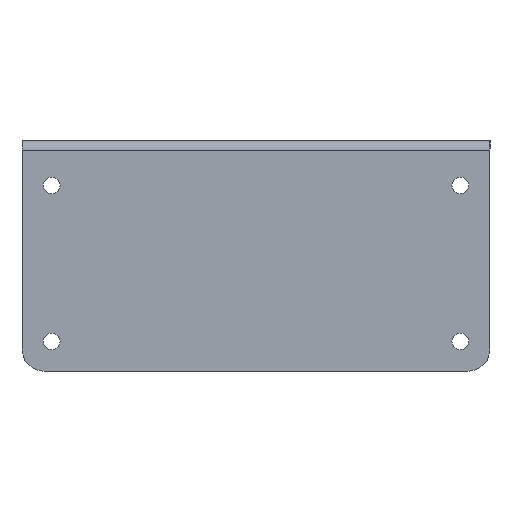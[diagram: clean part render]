
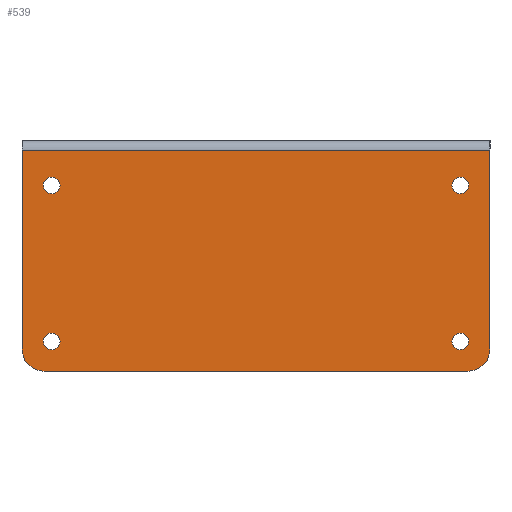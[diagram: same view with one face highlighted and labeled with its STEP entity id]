
A CAD part, left-side view. The second image highlights one B-rep face of the part: STEP entity #539.
In plain terms, the highlighted planar face has unit normal (-1, 0, 0).
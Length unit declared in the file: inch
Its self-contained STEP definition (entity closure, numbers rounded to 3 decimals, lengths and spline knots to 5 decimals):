
#22=PLANE('',#596);
#42=LINE('',#823,#76);
#48=LINE('',#848,#82);
#50=LINE('',#863,#84);
#52=LINE('',#873,#86);
#76=VECTOR('',#665,3.34375);
#82=VECTOR('',#689,3.34375);
#84=VECTOR('',#709,7.875);
#86=VECTOR('',#725,7.125);
#111=FACE_BOUND('',#186,.T.);
#112=FACE_BOUND('',#187,.T.);
#113=FACE_BOUND('',#188,.T.);
#114=FACE_BOUND('',#189,.T.);
#141=FACE_OUTER_BOUND('',#185,.T.);
#185=EDGE_LOOP('',(#423,#424,#425,#426,#427,#428));
#186=EDGE_LOOP('',(#429));
#187=EDGE_LOOP('',(#430));
#188=EDGE_LOOP('',(#431));
#189=EDGE_LOOP('',(#432));
#218=CIRCLE('',#568,0.375);
#225=CIRCLE('',#578,0.375);
#226=CIRCLE('',#581,0.14063);
#227=CIRCLE('',#583,0.14063);
#228=CIRCLE('',#585,0.14063);
#229=CIRCLE('',#587,0.14063);
#256=VERTEX_POINT('',#810);
#257=VERTEX_POINT('',#811);
#261=VERTEX_POINT('',#821);
#269=VERTEX_POINT('',#841);
#270=VERTEX_POINT('',#842);
#271=VERTEX_POINT('',#847);
#272=VERTEX_POINT('',#851);
#273=VERTEX_POINT('',#854);
#274=VERTEX_POINT('',#857);
#275=VERTEX_POINT('',#860);
#304=EDGE_CURVE('',#256,#257,#218,.T.);
#310=EDGE_CURVE('',#261,#256,#42,.T.);
#319=EDGE_CURVE('',#269,#270,#225,.T.);
#322=EDGE_CURVE('',#270,#271,#48,.T.);
#324=EDGE_CURVE('',#272,#272,#226,.T.);
#325=EDGE_CURVE('',#273,#273,#227,.T.);
#326=EDGE_CURVE('',#274,#274,#228,.T.);
#327=EDGE_CURVE('',#275,#275,#229,.T.);
#328=EDGE_CURVE('',#261,#271,#50,.T.);
#334=EDGE_CURVE('',#257,#269,#52,.T.);
#423=ORIENTED_EDGE('',*,*,#304,.F.);
#424=ORIENTED_EDGE('',*,*,#310,.F.);
#425=ORIENTED_EDGE('',*,*,#328,.T.);
#426=ORIENTED_EDGE('',*,*,#322,.F.);
#427=ORIENTED_EDGE('',*,*,#319,.F.);
#428=ORIENTED_EDGE('',*,*,#334,.F.);
#429=ORIENTED_EDGE('',*,*,#324,.T.);
#430=ORIENTED_EDGE('',*,*,#325,.T.);
#431=ORIENTED_EDGE('',*,*,#326,.T.);
#432=ORIENTED_EDGE('',*,*,#327,.T.);
#539=ADVANCED_FACE('',(#141,#111,#112,#113,#114),#22,.T.);
#568=AXIS2_PLACEMENT_3D('',#812,#655,#656);
#578=AXIS2_PLACEMENT_3D('',#843,#683,#684);
#581=AXIS2_PLACEMENT_3D('',#852,#693,#694);
#583=AXIS2_PLACEMENT_3D('',#855,#697,#698);
#585=AXIS2_PLACEMENT_3D('',#858,#701,#702);
#587=AXIS2_PLACEMENT_3D('',#861,#705,#706);
#596=AXIS2_PLACEMENT_3D('',#874,#726,#727);
#655=DIRECTION('center_axis',(1.,0.,0.));
#656=DIRECTION('ref_axis',(0.,-0.707,-0.707));
#665=DIRECTION('',(0.,0.,-1.));
#683=DIRECTION('center_axis',(1.,0.,0.));
#684=DIRECTION('ref_axis',(0.,0.707,-0.707));
#689=DIRECTION('',(0.,0.,1.));
#693=DIRECTION('center_axis',(1.,0.,0.));
#694=DIRECTION('ref_axis',(0.,0.,-1.));
#697=DIRECTION('center_axis',(1.,0.,0.));
#698=DIRECTION('ref_axis',(0.,0.,-1.));
#701=DIRECTION('center_axis',(1.,0.,0.));
#702=DIRECTION('ref_axis',(0.,0.,-1.));
#705=DIRECTION('center_axis',(1.,0.,0.));
#706=DIRECTION('ref_axis',(0.,0.,-1.));
#709=DIRECTION('',(0.,1.,0.));
#725=DIRECTION('',(0.,1.,0.));
#726=DIRECTION('center_axis',(-1.,0.,0.));
#727=DIRECTION('ref_axis',(0.,0.,1.));
#810=CARTESIAN_POINT('',(-4.,-3.9375,-3.375));
#811=CARTESIAN_POINT('',(-4.,-3.5625,-3.75));
#812=CARTESIAN_POINT('Origin',(-4.,-3.5625,-3.375));
#821=CARTESIAN_POINT('',(-4.,-3.9375,-0.03125));
#823=CARTESIAN_POINT('',(-4.,-3.9375,-0.03125));
#841=CARTESIAN_POINT('',(-4.,3.5625,-3.75));
#842=CARTESIAN_POINT('',(-4.,3.9375,-3.375));
#843=CARTESIAN_POINT('Origin',(-4.,3.5625,-3.375));
#847=CARTESIAN_POINT('',(-4.,3.9375,-0.03125));
#848=CARTESIAN_POINT('',(-4.,3.9375,0.14664));
#851=CARTESIAN_POINT('',(-4.,3.4375,-0.48437));
#852=CARTESIAN_POINT('Origin',(-4.,3.4375,-0.625));
#854=CARTESIAN_POINT('',(-4.,3.4375,-3.10938));
#855=CARTESIAN_POINT('Origin',(-4.,3.4375,-3.25));
#857=CARTESIAN_POINT('',(-4.,-3.4375,-3.10938));
#858=CARTESIAN_POINT('Origin',(-4.,-3.4375,-3.25));
#860=CARTESIAN_POINT('',(-4.,-3.4375,-0.48437));
#861=CARTESIAN_POINT('Origin',(-4.,-3.4375,-0.625));
#863=CARTESIAN_POINT('',(-4.,0.,-0.03125));
#873=CARTESIAN_POINT('',(-4.,-3.9375,-3.75));
#874=CARTESIAN_POINT('Origin',(-4.,0.,
-1.84615));
